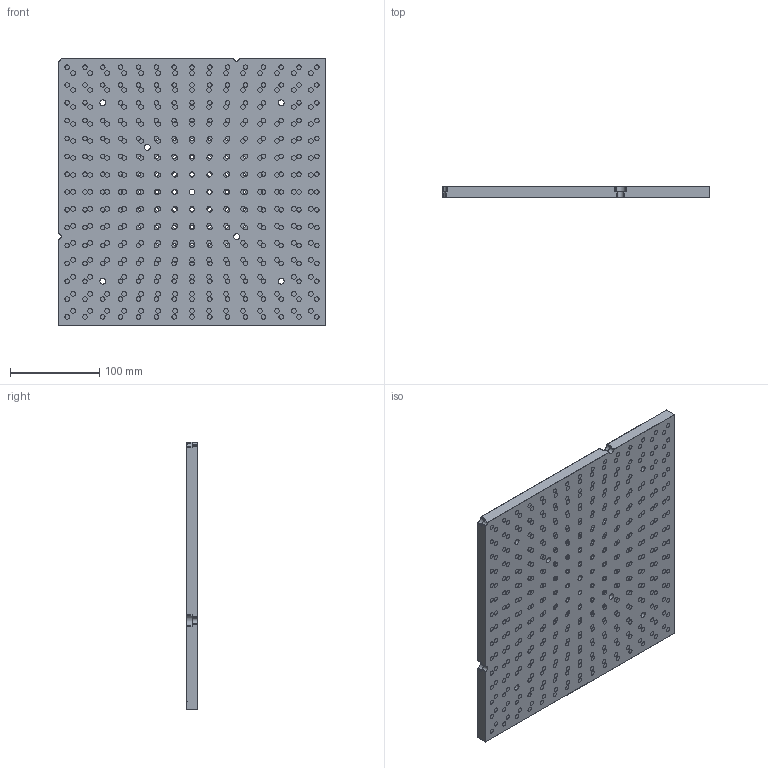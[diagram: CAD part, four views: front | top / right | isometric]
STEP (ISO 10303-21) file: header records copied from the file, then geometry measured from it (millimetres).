
FILE_DESCRIPTION(/* description */ (''),/* implementation_level */ '2;1');
FILE_NAME(/* name */ 'Shapeoko 4 Fixture Plate.step',/* time_stamp */ '2023-04-19T15:07:42-04:00',/* author */ (''),/* organization */ (''),/* preprocessor_version */ 'ST-DEVELOPER v19.2',/* originating_system */ 'Autodesk Translation Framework v12.4.0.73',/* authorisation */ '');
FILE_SCHEMA (('AUTOMOTIVE_DESIGN { 1 0 10303 214 3 1 1 }'));
Products named in the file (13): Shapeoko 4 Cam (METRIC); Component1; Universal Rev3 v6; SMW Plate (Inch); Component61; SMW v5; Solid; Shapeoko 4 Cam (INCH); Component1_1; Universal Rev3 v6_1; SMW Plate (Inch)_1; SMW v5_1; Solid_1
Assembly tree (12 placements, depth 5):
  Shapeoko 4 Cam (METRIC)
    Component1
      Universal Rev3 v6
        SMW Plate (Inch)
          Component61
    SMW v5
      Solid
    Shapeoko 4 Cam (INCH)
      Component1_1
        Universal Rev3 v6_1
          SMW Plate (Inch)_1
      SMW v5_1
        Solid_1
Bounding box: 300.05 x 12.74 x 300.07 mm (x, y, z)
Surface area: 466156.6 mm2
Topology: 2 solids, 2 shells, 1270 faces, 3660 edges, 2440 vertices
Faces by surface type: bspline 648, cylinder 512, plane 110
Full cylindrical faces by diameter (mm): 5.035 x220, 5.116 x220, 6.5 x14, 10.5 x14
Entity records: 57518 total; most frequent: CARTESIAN_POINT 26617, ORIENTED_EDGE 7320, DIRECTION 4138, EDGE_CURVE 3660, VERTEX_POINT 2440, EDGE_LOOP 2224, B_SPLINE_CURVE_WITH_KNOTS 1840, AXIS2_PLACEMENT_3D 1671
